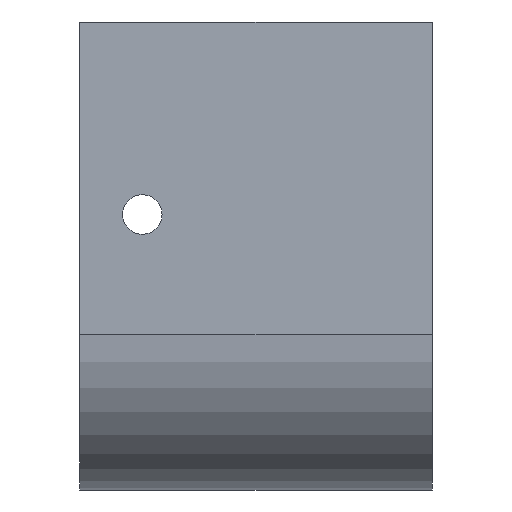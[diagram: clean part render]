
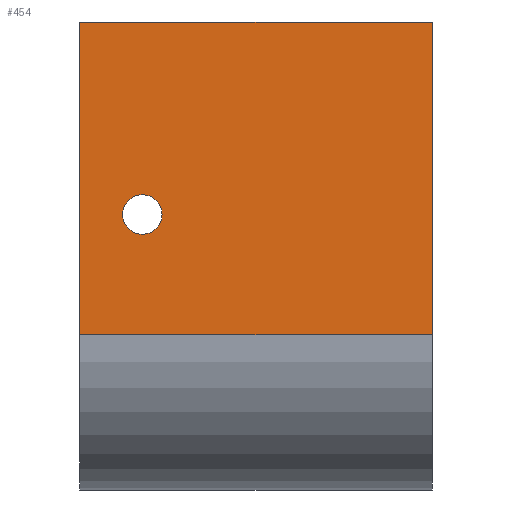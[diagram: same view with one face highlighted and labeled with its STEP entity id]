
A CAD part, left-side view. The second image highlights one B-rep face of the part: STEP entity #454.
In plain terms, the highlighted planar face has unit normal (-1, 0, -0.001).
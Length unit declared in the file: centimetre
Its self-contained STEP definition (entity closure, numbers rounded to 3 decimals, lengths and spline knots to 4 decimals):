
#16=FACE_BOUND('',#73,.T.);
#42=FACE_OUTER_BOUND('',#72,.T.);
#72=EDGE_LOOP('',(#326,#327,#328,#329));
#73=EDGE_LOOP('',(#330));
#112=CIRCLE('',#503,0.14);
#140=LINE('',#722,#178);
#141=LINE('',#728,#179);
#142=LINE('',#729,#180);
#143=LINE('',#730,#181);
#178=VECTOR('',#571,1.);
#179=VECTOR('',#578,1.);
#180=VECTOR('',#579,1.);
#181=VECTOR('',#580,1.);
#218=VERTEX_POINT('',#720);
#219=VERTEX_POINT('',#721);
#220=VERTEX_POINT('',#726);
#221=VERTEX_POINT('',#727);
#222=VERTEX_POINT('',#731);
#259=EDGE_CURVE('',#218,#219,#140,.T.);
#262=EDGE_CURVE('',#220,#221,#141,.T.);
#263=EDGE_CURVE('',#218,#220,#142,.T.);
#264=EDGE_CURVE('',#219,#221,#143,.T.);
#265=EDGE_CURVE('',#222,#222,#112,.T.);
#326=ORIENTED_EDGE('',*,*,#262,.F.);
#327=ORIENTED_EDGE('',*,*,#263,.F.);
#328=ORIENTED_EDGE('',*,*,#259,.T.);
#329=ORIENTED_EDGE('',*,*,#264,.T.);
#330=ORIENTED_EDGE('',*,*,#265,.F.);
#435=PLANE('',#502);
#454=ADVANCED_FACE('',(#42,#16),#435,.T.);
#502=AXIS2_PLACEMENT_3D('',#725,#576,#577);
#503=AXIS2_PLACEMENT_3D('',#732,#581,#582);
#571=DIRECTION('',(0.,-1.,0.));
#576=DIRECTION('center_axis',(-1.,0.,-0.001));
#577=DIRECTION('ref_axis',(-0.001,0.,1.));
#578=DIRECTION('',(0.,-1.,0.));
#579=DIRECTION('',(-0.001,0.,1.));
#580=DIRECTION('',(-0.001,0.,1.));
#581=DIRECTION('center_axis',(-1.,0.,-0.001));
#582=DIRECTION('ref_axis',(-0.001,0.,
1.));
#720=CARTESIAN_POINT('',(-1.1,2.5,1.1));
#721=CARTESIAN_POINT('',(-1.1,0.,1.1));
#722=CARTESIAN_POINT('',(-1.1,2.5,1.1));
#725=CARTESIAN_POINT('Origin',(-1.1014,1.,2.5844));
#726=CARTESIAN_POINT('',(-1.1021,2.5,3.3189));
#727=CARTESIAN_POINT('',(-1.1021,0.,3.3189));
#728=CARTESIAN_POINT('',(-1.1021,2.5,3.3189));
#729=CARTESIAN_POINT('',(-1.1,2.5,1.1));
#730=CARTESIAN_POINT('',(-1.1,0.,1.1));
#731=CARTESIAN_POINT('',(-1.1008,1.9164,1.954));
#732=CARTESIAN_POINT('Origin',(-1.1008,2.0564,1.954));
